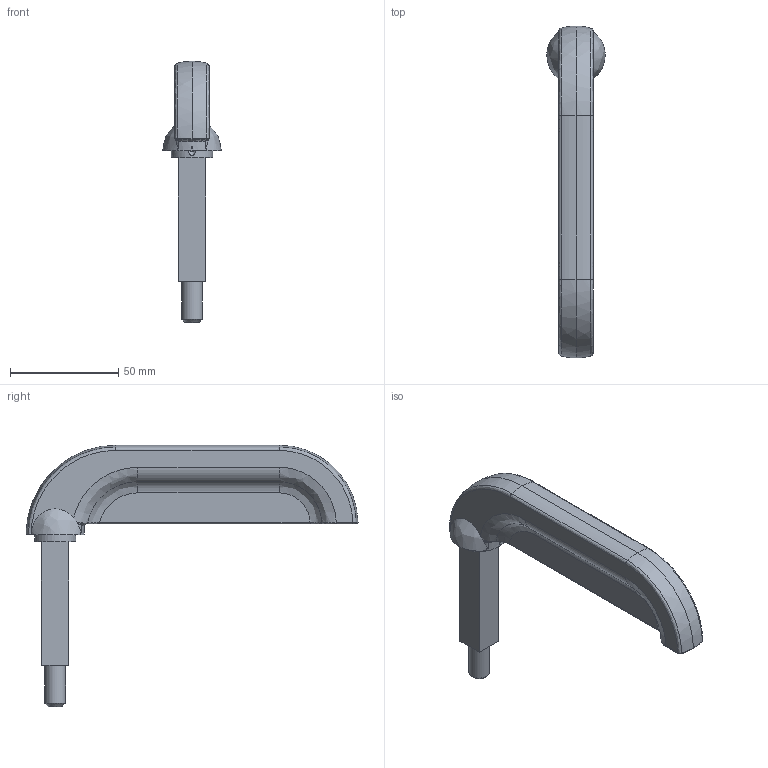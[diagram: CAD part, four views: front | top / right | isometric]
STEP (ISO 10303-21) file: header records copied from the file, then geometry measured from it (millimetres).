
FILE_DESCRIPTION(/* description */ (''),/* implementation_level */ '2;1');
FILE_NAME(/* name */ '4-2390-50.stp',/* time_stamp */ '2020-12-01T17:09:26-05:00',/* author */ ('jenniferk'),/* organization */ (''),/* preprocessor_version */ 'ST-DEVELOPER v18.1',/* originating_system */ 'Autodesk Inventor 2020',/* authorisation */ '');
FILE_SCHEMA (('AUTOMOTIVE_DESIGN { 1 0 10303 214 3 1 1 }'));
Length unit declared in the file: inch
Products named in the file (1): 4-2390-50_Shrinkwrap_1
Bounding box: 26.89 x 153.16 x 120.65 mm (x, y, z)
Volume: 65224.1 mm3; surface area: 20332.3 mm2
Topology: 4 solids, 4 shells, 369 faces, 805 edges, 445 vertices
Faces by surface type: plane 291, bspline 50, cylinder 24, cone 2, sphere 2
Full cylindrical faces by diameter (mm): 3.048 x2, 3.175 x2, 5.588 x1, 6.35 x1, 9.525 x1, 19.05 x1
Entity records: 11335 total; most frequent: CARTESIAN_POINT 3289, ORIENTED_EDGE 1600, DIRECTION 1556, EDGE_CURVE 800, AXIS2_PLACEMENT_3D 533, LINE 490, VECTOR 490, VERTEX_POINT 445
